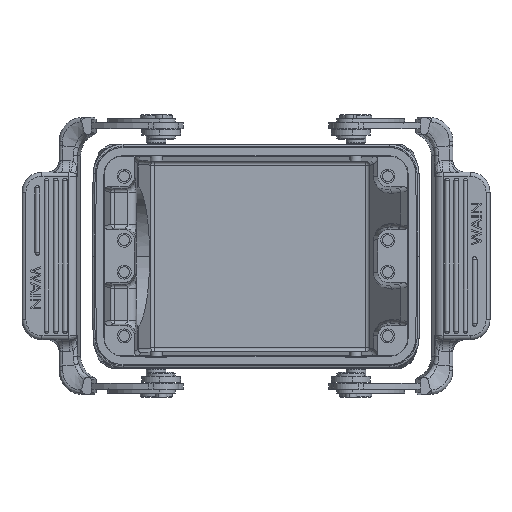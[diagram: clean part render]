
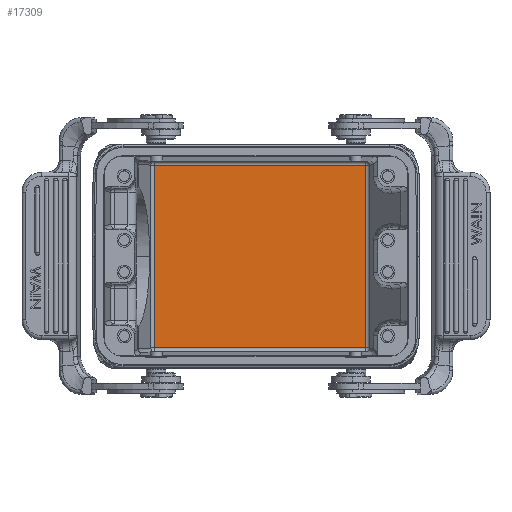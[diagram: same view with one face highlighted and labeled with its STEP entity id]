
A CAD part, top view. The second image highlights one B-rep face of the part: STEP entity #17309.
In plain terms, the highlighted planar face has unit normal (0, 0, 1).
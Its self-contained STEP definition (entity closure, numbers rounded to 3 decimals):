
#9191=PLANE('',#42046);
#13193=LINE('',#70859,#15497);
#13194=LINE('',#70865,#15498);
#13253=LINE('',#71121,#15557);
#13254=LINE('',#71123,#15558);
#15497=VECTOR('',#48952,1.);
#15498=VECTOR('',#48961,1.);
#15557=VECTOR('',#49142,1.);
#15558=VECTOR('',#49145,1.);
#17309=ADVANCED_FACE('',(#19018),#9191,.T.);
#19018=FACE_OUTER_BOUND('',#20963,.T.);
#20963=EDGE_LOOP('',(#30077,#30078,#30079,#30080));
#30077=ORIENTED_EDGE('',*,*,#37965,.F.);
#30078=ORIENTED_EDGE('',*,*,#37866,.F.);
#30079=ORIENTED_EDGE('',*,*,#37869,.T.);
#30080=ORIENTED_EDGE('',*,*,#37964,.T.);
#33182=VERTEX_POINT('',#69603);
#33302=VERTEX_POINT('',#70858);
#33303=VERTEX_POINT('',#70860);
#33353=VERTEX_POINT('',#71118);
#37866=EDGE_CURVE('',#33302,#33303,#13193,.T.);
#37869=EDGE_CURVE('',#33302,#33182,#13194,.T.);
#37964=EDGE_CURVE('',#33182,#33353,#13253,.T.);
#37965=EDGE_CURVE('',#33303,#33353,#13254,.T.);
#42046=AXIS2_PLACEMENT_3D('',#71124,#49146,#49147);
#48952=DIRECTION('',(0.,1.,0.));
#48961=DIRECTION('',(1.,0.,0.));
#49142=DIRECTION('',(0.,1.,0.));
#49145=DIRECTION('',(1.,0.,0.));
#49146=DIRECTION('',(0.,0.,1.));
#49147=DIRECTION('',(1.,0.,0.));
#69603=CARTESIAN_POINT('',(27.482,-22.891,-74.86));
#70858=CARTESIAN_POINT('',(-25.424,-22.891,-74.86));
#70859=CARTESIAN_POINT('',(-25.424,-22.891,-74.86));
#70860=CARTESIAN_POINT('',(-25.424,22.891,-74.86));
#70865=CARTESIAN_POINT('',(-25.424,-22.891,-74.86));
#71118=CARTESIAN_POINT('',(27.482,22.891,-74.86));
#71121=CARTESIAN_POINT('',(27.482,-22.891,-74.86));
#71123=CARTESIAN_POINT('',(-25.424,22.891,-74.86));
#71124=CARTESIAN_POINT('',(-30.759,-28.,-74.86));
